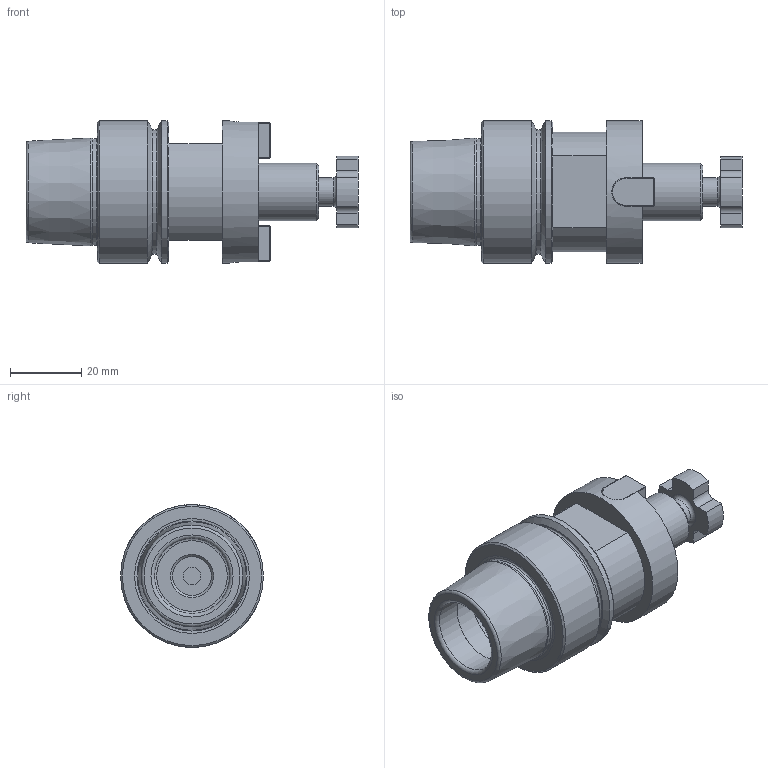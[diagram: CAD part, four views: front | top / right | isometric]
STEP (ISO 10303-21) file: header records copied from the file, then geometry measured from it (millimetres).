
FILE_DESCRIPTION(/* description */ ('Unknown'),/* implementation_level */ '2;1');
FILE_NAME(/* name */ '254041624',/* time_stamp */ '2022-01-18T11:04:54+01:00',/* author */ ('Unknown'),/* organization */ ('Unknown'),/* preprocessor_version */ 'ST-DEVELOPER v16.7',/* originating_system */ 'DEX',/* authorisation */ $);
FILE_SCHEMA (('AUTOMOTIVE_DESIGN {1 0 10303 214 3 1 1}'));
Length unit declared in the file: millimetre
Products named in the file (1): 0025644
Bounding box: 93 x 40 x 40 mm (x, y, z)
Volume: 56237.8 mm3; surface area: 16745.7 mm2
Topology: 4 solids, 4 shells, 119 faces, 246 edges, 146 vertices
Faces by surface type: plane 65, cylinder 27, cone 16, torus 11
Full cylindrical faces by diameter (mm): 5 x1, 8 x1, 10.917 x1, 13 x1, 16 x1, 21 x2, 25.5 x1, 29.909 x1, 34.8 x1, 40 x3
Entity records: 3463 total; most frequent: DIRECTION 522, CARTESIAN_POINT 480, ORIENTED_EDGE 412, EDGE_CURVE 206, AXIS2_PLACEMENT_3D 198, EDGE_LOOP 166, FACE_BOUND 166, VERTEX_POINT 142
